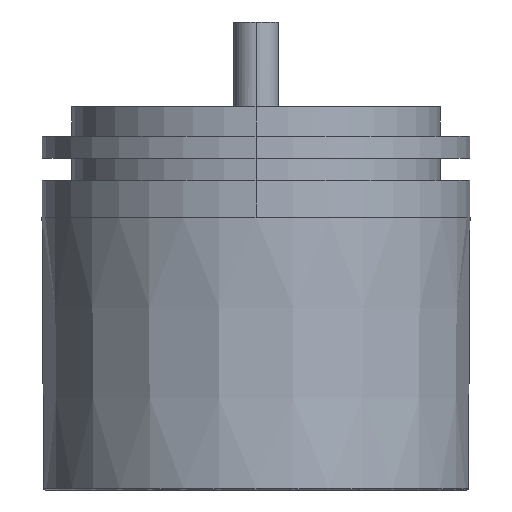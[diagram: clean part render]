
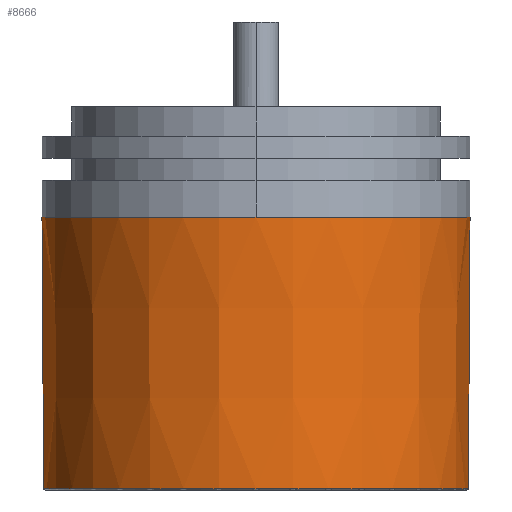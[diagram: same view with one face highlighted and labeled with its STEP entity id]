
A CAD part, front view. The second image highlights one B-rep face of the part: STEP entity #8666.
In plain terms, the highlighted conical face has half-angle 0.35 degrees and reference radius 28.927 mm.
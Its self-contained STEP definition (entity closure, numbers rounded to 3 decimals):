
#584=CARTESIAN_POINT('',(0.,0.,-51.801));
#585=DIRECTION('',(0.,0.,1.));
#586=DIRECTION('',(-1.,0.,0.));
#587=AXIS2_PLACEMENT_3D('',#584,#585,#586);
#604=CARTESIAN_POINT('',(0.,0.,-15.));
#605=DIRECTION('',(0.,0.,1.));
#606=DIRECTION('',(-1.,0.,0.));
#607=AXIS2_PLACEMENT_3D('',#604,#605,#606);
#609=DIRECTION('',(0.006,0.,-1.));
#610=VECTOR('',#609,36.802);
#611=CARTESIAN_POINT('',(-29.039,0.,-15.));
#612=LINE('',#611,#610);
#637=DIRECTION('',(0.006,0.,1.));
#638=VECTOR('',#637,36.802);
#639=CARTESIAN_POINT('',(28.814,0.,
-51.801));
#640=LINE('',#639,#638);
#7357=CARTESIAN_POINT('',(-28.814,0.,
-51.801));
#7358=CARTESIAN_POINT('',(28.814,0.,-51.801));
#7359=VERTEX_POINT('',#7357);
#7360=VERTEX_POINT('',#7358);
#7365=CARTESIAN_POINT('',(-29.039,0.,-15.));
#7366=CARTESIAN_POINT('',(29.039,0.,-15.));
#7367=VERTEX_POINT('',#7365);
#7368=VERTEX_POINT('',#7366);
#8652=CARTESIAN_POINT('',(0.,0.,-33.401));
#8653=DIRECTION('',(0.,0.,1.));
#8654=DIRECTION('',(1.,0.,0.));
#8655=AXIS2_PLACEMENT_3D('',#8652,#8653,#8654);
#8656=CONICAL_SURFACE('',#8655,28.927,0.35);
#8658=ORIENTED_EDGE('',*,*,#8657,.T.);
#8660=ORIENTED_EDGE('',*,*,#8659,.F.);
#8661=ORIENTED_EDGE('',*,*,#8638,.F.);
#8663=ORIENTED_EDGE('',*,*,#8662,.F.);
#8664=EDGE_LOOP('',(#8658,#8660,#8661,#8663));
#8665=FACE_OUTER_BOUND('',#8664,.F.);
#588=CIRCLE('',#587,28.814);
#608=CIRCLE('',#607,29.039);
#8638=EDGE_CURVE('',#7359,#7360,#588,.T.);
#8657=EDGE_CURVE('',#7367,#7368,#608,.T.);
#8659=EDGE_CURVE('',#7360,#7368,#640,.T.);
#8662=EDGE_CURVE('',#7367,#7359,#612,.T.);
#8666=ADVANCED_FACE('',(#8665),#8656,.T.);
